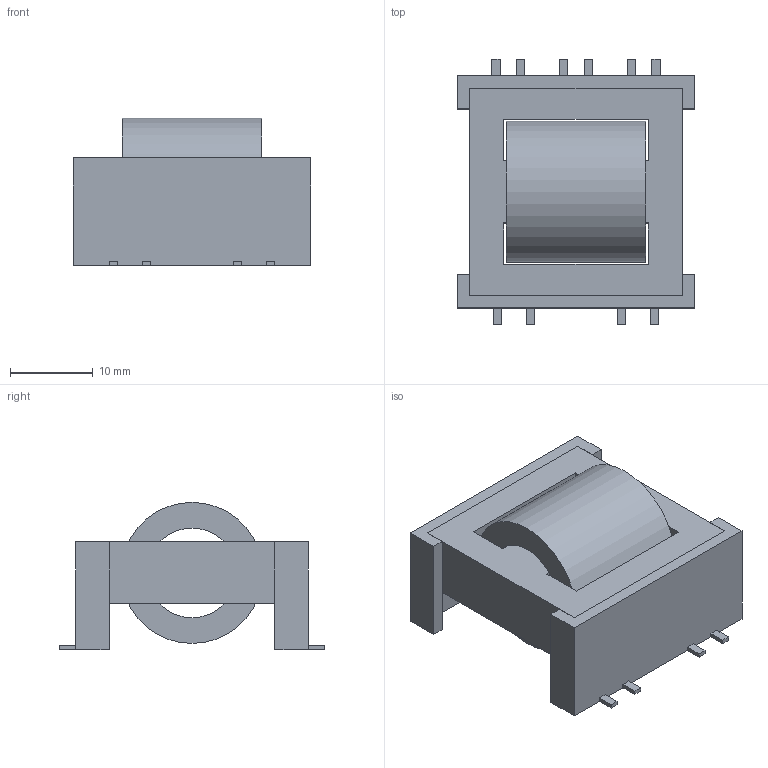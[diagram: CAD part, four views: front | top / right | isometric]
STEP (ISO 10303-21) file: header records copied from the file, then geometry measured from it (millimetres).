
FILE_DESCRIPTION(/* description */ (''),/* implementation_level */ '2;1');
FILE_NAME(/* name */ '64.stp',/* time_stamp */ '2021-06-15T21:31:32+03:00',/* author */ (''),/* organization */ (''),/* preprocessor_version */ 'ST-DEVELOPER v16',/* originating_system */ 'SIEMENS PLM Software NX 11.0',/* authorisation */ '');
FILE_SCHEMA (('AUTOMOTIVE_DESIGN { 1 0 10303 214 3 1 1 1 }'));
Length unit declared in the file: millimetre
Products named in the file (1): 64
Bounding box: 28.6 x 32 x 17.75 mm (x, y, z)
Volume: 7089.6 mm3; surface area: 6197.8 mm2
Topology: 14 solids, 14 shells, 98 faces, 210 edges, 140 vertices
Faces by surface type: plane 96, cylinder 2
Full cylindrical faces by diameter (mm): 10.8 x1, 17 x1
Entity records: 2692 total; most frequent: CARTESIAN_POINT 447, ORIENTED_EDGE 416, DIRECTION 410, EDGE_CURVE 208, LINE 204, VECTOR 204, VERTEX_POINT 140, EDGE_LOOP 106
